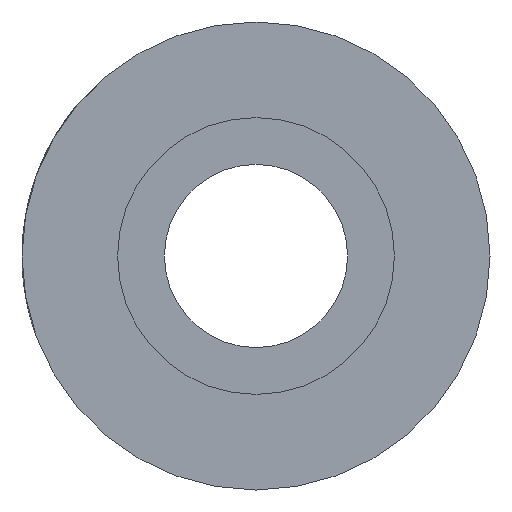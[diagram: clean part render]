
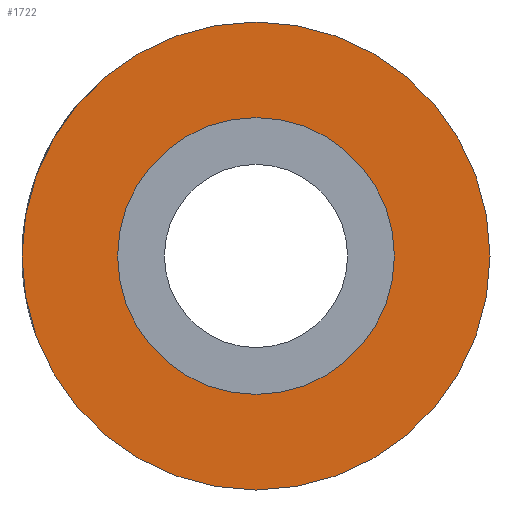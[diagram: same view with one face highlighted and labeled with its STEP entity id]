
A CAD part, left-side view. The second image highlights one B-rep face of the part: STEP entity #1722.
In plain terms, the highlighted planar face has unit normal (-1, 0, 0).
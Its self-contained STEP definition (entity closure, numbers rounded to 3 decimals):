
#413 = FACE_OUTER_BOUND ( 'NONE', #6109, .T. ) ;
#435 = DIRECTION ( 'NONE',  ( 0., 0., 1. ) ) ;
#470 = FACE_BOUND ( 'NONE', #3569, .T. ) ;
#486 = VERTEX_POINT ( 'NONE', #5548 ) ;
#617 = ORIENTED_EDGE ( 'NONE', *, *, #864, .F. ) ;
#864 = EDGE_CURVE ( 'NONE', #6600, #486, #1447, .T. ) ;
#1209 = EDGE_CURVE ( 'NONE', #3975, #5603, #1785, .T. ) ;
#1447 = CIRCLE ( 'NONE', #5948, 6.8 ) ;
#1503 = CARTESIAN_POINT ( 'NONE',  ( 0., 0., 0. ) ) ;
#1722 = ADVANCED_FACE ( 'NONE', ( #470, #413 ), #4632, .F. ) ;
#1785 = CIRCLE ( 'NONE', #2878, 11.5 ) ;
#1812 = CARTESIAN_POINT ( 'NONE',  ( 0., 0., 0. ) ) ;
#1880 = DIRECTION ( 'NONE',  ( 0., 0., 1. ) ) ;
#2107 = CIRCLE ( 'NONE', #4190, 11.5 ) ;
#2286 = ORIENTED_EDGE ( 'NONE', *, *, #1209, .T. ) ;
#2878 = AXIS2_PLACEMENT_3D ( 'NONE', #6563, #6529, #3359 ) ;
#3055 = DIRECTION ( 'NONE',  ( 0., 0., -1. ) ) ;
#3126 = EDGE_CURVE ( 'NONE', #5603, #3975, #2107, .T. ) ;
#3343 = CARTESIAN_POINT ( 'NONE',  ( 0., 0., -6.8 ) ) ;
#3359 = DIRECTION ( 'NONE',  ( 0., 0., 1. ) ) ;
#3418 = DIRECTION ( 'NONE',  ( -1., 0., 0. ) ) ;
#3569 = EDGE_LOOP ( 'NONE', ( #4554, #617 ) ) ;
#3636 = DIRECTION ( 'NONE',  ( -1., 0., 0. ) ) ;
#3975 = VERTEX_POINT ( 'NONE', #6800 ) ;
#4190 = AXIS2_PLACEMENT_3D ( 'NONE', #1812, #3418, #1880 ) ;
#4409 = AXIS2_PLACEMENT_3D ( 'NONE', #6744, #6645, #3055 ) ;
#4554 = ORIENTED_EDGE ( 'NONE', *, *, #6071, .F. ) ;
#4632 = PLANE ( 'NONE',  #4409 ) ;
#5548 = CARTESIAN_POINT ( 'NONE',  ( 0., 0., 6.8 ) ) ;
#5603 = VERTEX_POINT ( 'NONE', #5667 ) ;
#5667 = CARTESIAN_POINT ( 'NONE',  ( 0., 0., -11.5 ) ) ;
#5751 = CIRCLE ( 'NONE', #6518, 6.8 ) ;
#5948 = AXIS2_PLACEMENT_3D ( 'NONE', #1503, #6215, #435 ) ;
#6071 = EDGE_CURVE ( 'NONE', #486, #6600, #5751, .T. ) ;
#6109 = EDGE_LOOP ( 'NONE', ( #2286, #6332 ) ) ;
#6215 = DIRECTION ( 'NONE',  ( -1., 0., 0. ) ) ;
#6280 = CARTESIAN_POINT ( 'NONE',  ( 0., 0., 0. ) ) ;
#6332 = ORIENTED_EDGE ( 'NONE', *, *, #3126, .T. ) ;
#6518 = AXIS2_PLACEMENT_3D ( 'NONE', #6280, #3636, #6803 ) ;
#6529 = DIRECTION ( 'NONE',  ( -1., 0., 0. ) ) ;
#6563 = CARTESIAN_POINT ( 'NONE',  ( 0., 0., 0. ) ) ;
#6600 = VERTEX_POINT ( 'NONE', #3343 ) ;
#6645 = DIRECTION ( 'NONE',  ( 1., 0., 0. ) ) ;
#6744 = CARTESIAN_POINT ( 'NONE',  ( 0., 0., 0. ) ) ;
#6800 = CARTESIAN_POINT ( 'NONE',  ( 0., 0., 11.5 ) ) ;
#6803 = DIRECTION ( 'NONE',  ( 0., 0., 1. ) ) ;
